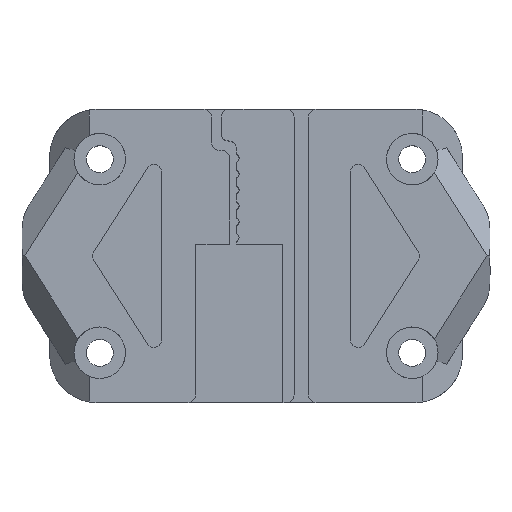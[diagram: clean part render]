
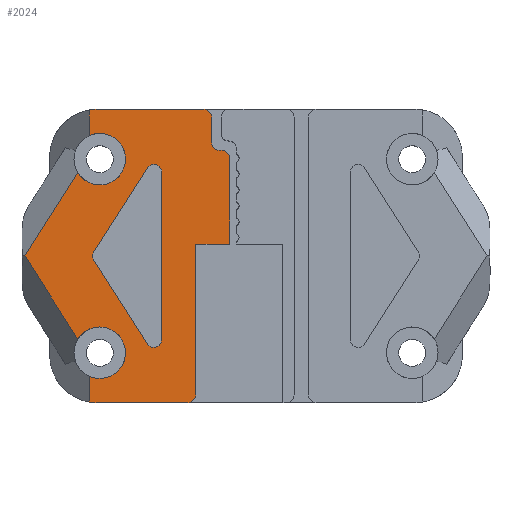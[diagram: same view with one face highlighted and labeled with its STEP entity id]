
A CAD part, top view. The second image highlights one B-rep face of the part: STEP entity #2024.
In plain terms, the highlighted planar face has unit normal (0, 0, 1).
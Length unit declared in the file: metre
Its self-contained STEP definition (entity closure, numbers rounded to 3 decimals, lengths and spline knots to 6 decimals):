
#46=PLANE('',#2195);
#108=LINE('',#3078,#291);
#113=LINE('',#3096,#296);
#123=LINE('',#3125,#306);
#127=LINE('',#3139,#310);
#147=LINE('',#3229,#330);
#148=LINE('',#3234,#331);
#149=LINE('',#3238,#332);
#150=LINE('',#3244,#333);
#151=LINE('',#3248,#334);
#152=LINE('',#3250,#335);
#153=LINE('',#3252,#336);
#154=LINE('',#3256,#337);
#155=LINE('',#3260,#338);
#156=LINE('',#3264,#339);
#291=VECTOR('',#2426,1.);
#296=VECTOR('',#2439,1.);
#306=VECTOR('',#2465,1.);
#310=VECTOR('',#2477,1.);
#330=VECTOR('',#2553,1.);
#331=VECTOR('',#2556,1.);
#332=VECTOR('',#2559,1.);
#333=VECTOR('',#2566,1.);
#334=VECTOR('',#2569,1.);
#335=VECTOR('',#2570,1.);
#336=VECTOR('',#2571,1.);
#337=VECTOR('',#2574,1.);
#338=VECTOR('',#2577,1.);
#339=VECTOR('',#2580,1.);
#578=ORIENTED_EDGE('',*,*,#1165,.F.);
#579=ORIENTED_EDGE('',*,*,#1166,.F.);
#580=ORIENTED_EDGE('',*,*,#1167,.T.);
#581=ORIENTED_EDGE('',*,*,#1168,.F.);
#582=ORIENTED_EDGE('',*,*,#1169,.F.);
#583=ORIENTED_EDGE('',*,*,#1170,.F.);
#584=ORIENTED_EDGE('',*,*,#1120,.T.);
#585=ORIENTED_EDGE('',*,*,#1171,.T.);
#586=ORIENTED_EDGE('',*,*,#1090,.T.);
#587=ORIENTED_EDGE('',*,*,#1172,.T.);
#588=ORIENTED_EDGE('',*,*,#1173,.T.);
#589=ORIENTED_EDGE('',*,*,#1174,.T.);
#590=ORIENTED_EDGE('',*,*,#1175,.T.);
#591=ORIENTED_EDGE('',*,*,#1176,.F.);
#592=ORIENTED_EDGE('',*,*,#1177,.F.);
#593=ORIENTED_EDGE('',*,*,#1178,.T.);
#594=ORIENTED_EDGE('',*,*,#1179,.F.);
#595=ORIENTED_EDGE('',*,*,#1180,.T.);
#596=ORIENTED_EDGE('',*,*,#1181,.F.);
#597=ORIENTED_EDGE('',*,*,#1182,.T.);
#598=ORIENTED_EDGE('',*,*,#1183,.F.);
#599=ORIENTED_EDGE('',*,*,#1184,.T.);
#600=ORIENTED_EDGE('',*,*,#1098,.T.);
#601=ORIENTED_EDGE('',*,*,#1185,.T.);
#602=ORIENTED_EDGE('',*,*,#1113,.T.);
#1090=EDGE_CURVE('',#1387,#1388,#108,.T.);
#1098=EDGE_CURVE('',#1396,#1395,#113,.T.);
#1113=EDGE_CURVE('',#1407,#1408,#123,.T.);
#1120=EDGE_CURVE('',#1408,#1412,#127,.T.);
#1165=EDGE_CURVE('',#1455,#1456,#147,.T.);
#1166=EDGE_CURVE('',#1457,#1455,#1603,.T.);
#1167=EDGE_CURVE('',#1457,#1458,#148,.T.);
#1168=EDGE_CURVE('',#1459,#1458,#1604,.T.);
#1169=EDGE_CURVE('',#1460,#1459,#149,.T.);
#1170=EDGE_CURVE('',#1456,#1460,#1605,.T.);
#1171=EDGE_CURVE('',#1412,#1387,#1606,.T.);
#1172=EDGE_CURVE('',#1388,#1461,#1607,.T.);
#1173=EDGE_CURVE('',#1461,#1462,#150,.T.);
#1174=EDGE_CURVE('',#1462,#1463,#1608,.T.);
#1175=EDGE_CURVE('',#1463,#1464,#151,.T.);
#1176=EDGE_CURVE('',#1465,#1464,#152,.T.);
#1177=EDGE_CURVE('',#1466,#1465,#153,.T.);
#1178=EDGE_CURVE('',#1466,#1467,#1609,.T.);
#1179=EDGE_CURVE('',#1468,#1467,#154,.T.);
#1180=EDGE_CURVE('',#1468,#1469,#1610,.F.);
#1181=EDGE_CURVE('',#1470,#1469,#155,.T.);
#1182=EDGE_CURVE('',#1470,#1471,#1611,.T.);
#1183=EDGE_CURVE('',#1472,#1471,#156,.T.);
#1184=EDGE_CURVE('',#1472,#1396,#1612,.T.);
#1185=EDGE_CURVE('',#1395,#1407,#1613,.T.);
#1387=VERTEX_POINT('',#3079);
#1388=VERTEX_POINT('',#3080);
#1395=VERTEX_POINT('',#3095);
#1396=VERTEX_POINT('',#3097);
#1407=VERTEX_POINT('',#3126);
#1408=VERTEX_POINT('',#3127);
#1412=VERTEX_POINT('',#3138);
#1455=VERTEX_POINT('',#3230);
#1456=VERTEX_POINT('',#3231);
#1457=VERTEX_POINT('',#3233);
#1458=VERTEX_POINT('',#3235);
#1459=VERTEX_POINT('',#3237);
#1460=VERTEX_POINT('',#3239);
#1461=VERTEX_POINT('',#3243);
#1462=VERTEX_POINT('',#3245);
#1463=VERTEX_POINT('',#3247);
#1464=VERTEX_POINT('',#3249);
#1465=VERTEX_POINT('',#3251);
#1466=VERTEX_POINT('',#3253);
#1467=VERTEX_POINT('',#3255);
#1468=VERTEX_POINT('',#3257);
#1469=VERTEX_POINT('',#3259);
#1470=VERTEX_POINT('',#3261);
#1471=VERTEX_POINT('',#3263);
#1472=VERTEX_POINT('',#3265);
#1603=CIRCLE('',#2196,0.001);
#1604=CIRCLE('',#2197,0.001);
#1605=CIRCLE('',#2198,0.001);
#1606=CIRCLE('',#2199,0.00325);
#1607=CIRCLE('',#2200,0.006);
#1608=CIRCLE('',#2201,0.001);
#1609=CIRCLE('',#2202,0.00095);
#1610=CIRCLE('',#2203,0.00095);
#1611=CIRCLE('',#2204,0.001);
#1612=CIRCLE('',#2205,0.006);
#1613=CIRCLE('',#2206,0.00325);
#1695=EDGE_LOOP('',(#578,#579,#580,#581,#582,#583));
#1696=EDGE_LOOP('',(#584,#585,#586,#587,#588,#589,#590,#591,#592,#593,#594,
#595,#596,#597,#598,#599,#600,#601,#602));
#1832=FACE_BOUND('',#1695,.T.);
#1833=FACE_BOUND('',#1696,.T.);
#2024=ADVANCED_FACE('',(#1832,#1833),#46,.T.);
#2195=AXIS2_PLACEMENT_3D('',#3228,#2551,#2552);
#2196=AXIS2_PLACEMENT_3D('',#3232,#2554,#2555);
#2197=AXIS2_PLACEMENT_3D('',#3236,#2557,#2558);
#2198=AXIS2_PLACEMENT_3D('',#3240,#2560,#2561);
#2199=AXIS2_PLACEMENT_3D('',#3241,#2562,#2563);
#2200=AXIS2_PLACEMENT_3D('',#3242,#2564,#2565);
#2201=AXIS2_PLACEMENT_3D('',#3246,#2567,#2568);
#2202=AXIS2_PLACEMENT_3D('',#3254,#2572,#2573);
#2203=AXIS2_PLACEMENT_3D('',#3258,#2575,#2576);
#2204=AXIS2_PLACEMENT_3D('',#3262,#2578,#2579);
#2205=AXIS2_PLACEMENT_3D('',#3266,#2581,#2582);
#2206=AXIS2_PLACEMENT_3D('',#3267,#2583,#2584);
#2426=DIRECTION('',(0.,-1.,0.));
#2439=DIRECTION('',(0.,-1.,0.));
#2465=DIRECTION('',(-0.537,-0.844,0.));
#2477=DIRECTION('',(0.537,-0.844,0.));
#2551=DIRECTION('',(0.,0.,1.));
#2552=DIRECTION('',(1.,0.,0.));
#2553=DIRECTION('',(-0.537,-0.844,0.));
#2554=DIRECTION('',(0.,0.,1.));
#2555=DIRECTION('',(1.,0.,0.));
#2556=DIRECTION('',(0.,-1.,0.));
#2557=DIRECTION('',(0.,0.,1.));
#2558=DIRECTION('',(1.,0.,0.));
#2559=DIRECTION('',(0.537,-0.844,0.));
#2560=DIRECTION('',(0.,0.,1.));
#2561=DIRECTION('',(1.,0.,0.));
#2562=DIRECTION('',(0.,0.,-1.));
#2563=DIRECTION('',(-1.,0.,0.));
#2564=DIRECTION('',(0.,0.,1.));
#2565=DIRECTION('',(1.,0.,0.));
#2566=DIRECTION('',(1.,0.,0.));
#2567=DIRECTION('',(0.,0.,1.));
#2568=DIRECTION('',(1.,0.,0.));
#2569=DIRECTION('',(0.,1.,0.));
#2570=DIRECTION('',(-1.,0.,0.));
#2571=DIRECTION('',(0.,-1.,0.));
#2572=DIRECTION('',(0.,0.,1.));
#2573=DIRECTION('',(1.,0.,0.));
#2574=DIRECTION('',(1.,0.,0.));
#2575=DIRECTION('',(0.,0.,1.));
#2576=DIRECTION('',(1.,0.,0.));
#2577=DIRECTION('',(0.,-1.,0.));
#2578=DIRECTION('',(0.,0.,1.));
#2579=DIRECTION('',(1.,0.,0.));
#2580=DIRECTION('',(1.,0.,0.));
#2581=DIRECTION('',(0.,0.,1.));
#2582=DIRECTION('',(1.,0.,0.));
#2583=DIRECTION('',(0.,0.,-1.));
#2584=DIRECTION('',(-1.,0.,0.));
#3078=CARTESIAN_POINT('',(-0.007,0.,0.009));
#3079=CARTESIAN_POINT('',(-0.007,0.003321,0.009));
#3080=CARTESIAN_POINT('',(-0.007,0.000084,0.009));
#3095=CARTESIAN_POINT('',(-0.007,0.033679,0.009));
#3096=CARTESIAN_POINT('',(-0.007,0.029,0.009));
#3097=CARTESIAN_POINT('',(-0.007,0.036916,0.009));
#3125=CARTESIAN_POINT('',(-0.012969,0.021889,0.009));
#3126=CARTESIAN_POINT('',(-0.008457,0.028979,0.009));
#3127=CARTESIAN_POINT('',(-0.015126,0.0185,0.009));
#3138=CARTESIAN_POINT('',(-0.008457,0.008021,0.009));
#3139=CARTESIAN_POINT('',(-0.006731,0.005308,0.009));
#3228=CARTESIAN_POINT('',(0.014,0.0185,0.009));
#3229=CARTESIAN_POINT('',(-0.00546,0.020558,0.009));
#3230=CARTESIAN_POINT('',(0.000278,0.029574,0.009));
#3231=CARTESIAN_POINT('',(-0.006428,0.019037,0.009));
#3232=CARTESIAN_POINT('',(0.001121,0.029037,0.009));
#3233=CARTESIAN_POINT('',(0.002121,0.029037,0.009));
#3234=CARTESIAN_POINT('',(0.002121,0.0185,0.009));
#3235=CARTESIAN_POINT('',(0.002121,0.007963,0.009));
#3236=CARTESIAN_POINT('',(0.001121,0.007963,0.009));
#3237=CARTESIAN_POINT('',(0.000278,0.007426,0.009));
#3238=CARTESIAN_POINT('',(-0.00546,0.016442,0.009));
#3239=CARTESIAN_POINT('',(-0.006428,0.017963,0.009));
#3240=CARTESIAN_POINT('',(-0.005584,0.0185,0.009));
#3241=CARTESIAN_POINT('',(-0.0057,0.0063,0.009));
#3242=CARTESIAN_POINT('',(-0.006,0.006,0.009));
#3243=CARTESIAN_POINT('',(-0.006,0.,0.009));
#3244=CARTESIAN_POINT('',(-0.009,0.,0.009));
#3245=CARTESIAN_POINT('',(0.0054,0.,0.009));
#3246=CARTESIAN_POINT('',(0.0054,0.001,0.009));
#3247=CARTESIAN_POINT('',(0.0064,0.001,0.009));
#3248=CARTESIAN_POINT('',(0.0064,0.01,0.009));
#3249=CARTESIAN_POINT('',(0.0064,0.02,0.009));
#3250=CARTESIAN_POINT('',(0.0129,0.02,0.009));
#3251=CARTESIAN_POINT('',(0.010675,0.02,0.009));
#3252=CARTESIAN_POINT('',(0.010675,0.02981,0.009));
#3253=CARTESIAN_POINT('',(0.010675,0.03086,0.009));
#3254=CARTESIAN_POINT('',(0.009725,0.03086,0.009));
#3255=CARTESIAN_POINT('',(0.009725,0.03181,0.009));
#3256=CARTESIAN_POINT('',(0.009537,0.03181,0.009));
#3257=CARTESIAN_POINT('',(0.00935,0.03181,0.009));
#3258=CARTESIAN_POINT('',(0.00935,0.03276,0.009));
#3259=CARTESIAN_POINT('',(0.0084,0.03276,0.009));
#3260=CARTESIAN_POINT('',(0.0084,0.034405,0.009));
#3261=CARTESIAN_POINT('',(0.0084,0.036,0.009));
#3262=CARTESIAN_POINT('',(0.0074,0.036,0.009));
#3263=CARTESIAN_POINT('',(0.0074,0.037,0.009));
#3264=CARTESIAN_POINT('',(0.037,0.037,0.009));
#3265=CARTESIAN_POINT('',(-0.006,0.037,0.009));
#3266=CARTESIAN_POINT('',(-0.006,0.031,0.009));
#3267=CARTESIAN_POINT('',(-0.0057,0.0307,0.009));
